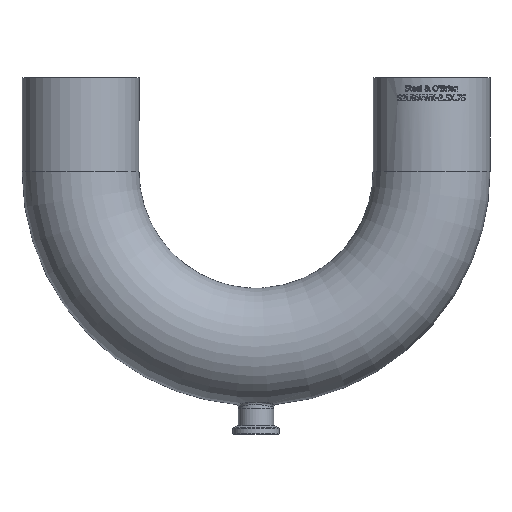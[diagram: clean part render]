
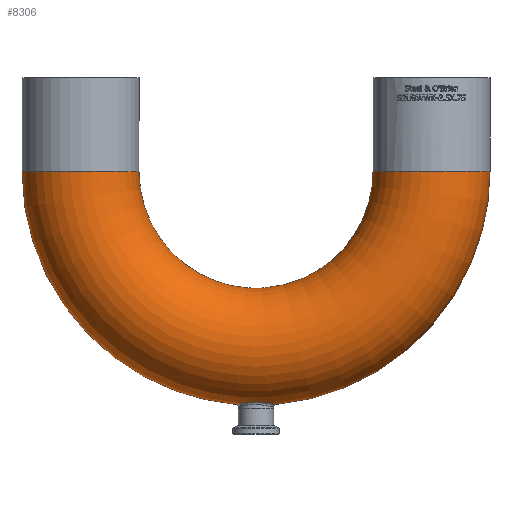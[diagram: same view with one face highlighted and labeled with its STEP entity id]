
A CAD part, top view. The second image highlights one B-rep face of the part: STEP entity #8306.
In plain terms, the highlighted toroidal (fillet/blend) face has major radius 95.25 mm and minor radius 31.75 mm.
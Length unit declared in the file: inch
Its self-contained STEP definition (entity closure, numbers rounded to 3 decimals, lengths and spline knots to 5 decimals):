
#15=TOROIDAL_SURFACE('',#8829,3.75,1.25);
#144=FACE_BOUND('',#1525,.T.);
#145=FACE_BOUND('',#1526,.T.);
#1017=FACE_OUTER_BOUND('',#1524,.T.);
#1524=EDGE_LOOP('',(#7724));
#1525=EDGE_LOOP('',(#7725));
#1526=EDGE_LOOP('',(#7726));
#1737=CIRCLE('',#8809,1.25);
#1741=CIRCLE('',#8819,1.25);
#3251=B_SPLINE_CURVE_WITH_KNOTS('',3,(#18231,#18232,#18233,#18234,#18235,
#18236,#18237,#18238,#18239,#18240,#18241,#18242,#18243,#18244,#18245,#18246,
#18247,#18248,#18249,#18250,#18251,#18252,#18253,#18254),.UNSPECIFIED.,
 .T.,.F.,(4,1,1,1,1,1,1,1,1,1,1,1,1,1,1,1,1,1,1,1,1,4),(-4.51862,
-4.08828,-3.65795,-3.44278,-3.22761,
-3.12003,-2.79728,-2.51039,-2.36694,
-1.93661,-1.64972,-1.36283,-1.07594,
-0.6456,-0.43044,-0.21527,-0.0001,
0.21507,0.32265,0.6454,1.07573,1.50607),
 .UNSPECIFIED.);
#4054=VERTEX_POINT('',#18060);
#4058=VERTEX_POINT('',#18074);
#4061=VERTEX_POINT('',#18204);
#5280=EDGE_CURVE('',#4054,#4054,#1737,.T.);
#5284=EDGE_CURVE('',#4058,#4058,#1741,.T.);
#5289=EDGE_CURVE('',#4061,#4061,#3251,.T.);
#7724=ORIENTED_EDGE('',*,*,#5284,.T.);
#7725=ORIENTED_EDGE('',*,*,#5280,.F.);
#7726=ORIENTED_EDGE('',*,*,#5289,.F.);
#8306=ADVANCED_FACE('',(#1017,#144,#145),#15,.T.);
#8809=AXIS2_PLACEMENT_3D('',#18061,#10364,#10365);
#8819=AXIS2_PLACEMENT_3D('',#18075,#10384,#10385);
#8829=AXIS2_PLACEMENT_3D('',#18258,#10404,#10405);
#10364=DIRECTION('center_axis',(0.,1.,0.));
#10365=DIRECTION('ref_axis',(0.,0.,
-1.));
#10384=DIRECTION('center_axis',(0.,-1.,0.));
#10385=DIRECTION('ref_axis',(0.,0.,
-1.));
#10404=DIRECTION('center_axis',(0.,0.,
1.));
#10405=DIRECTION('ref_axis',(-0.707,-0.707,0.));
#18060=CARTESIAN_POINT('',(5.,5.125,0.));
#18061=CARTESIAN_POINT('Origin',(3.75,5.125,0.));
#18074=CARTESIAN_POINT('',(-5.,5.125,0.));
#18075=CARTESIAN_POINT('Origin',(-3.75,5.125,0.));
#18204=CARTESIAN_POINT('',(0.,0.19649,0.41667));
#18231=CARTESIAN_POINT('Ctrl Pts',(0.,0.19651,
0.41669));
#18232=CARTESIAN_POINT('Ctrl Pts',(-0.06489,0.19651,
0.41669));
#18233=CARTESIAN_POINT('Ctrl Pts',(-0.19469,0.18851,
0.38792));
#18234=CARTESIAN_POINT('Ctrl Pts',(-0.32329,0.16714,
0.28864));
#18235=CARTESIAN_POINT('Ctrl Pts',(-0.3924,0.15286,
0.18275));
#18236=CARTESIAN_POINT('Ctrl Pts',(-0.41935,0.1467,
0.10869));
#18237=CARTESIAN_POINT('Ctrl Pts',(-0.43575,0.14284,
0.01607));
#18238=CARTESIAN_POINT('Ctrl Pts',(-0.42958,0.14435,
-0.08967));
#18239=CARTESIAN_POINT('Ctrl Pts',(-0.38756,0.15396,
-0.19231));
#18240=CARTESIAN_POINT('Ctrl Pts',(-0.31475,0.16859,
-0.29528));
#18241=CARTESIAN_POINT('Ctrl Pts',(-0.21176,0.18558,
-0.3746));
#18242=CARTESIAN_POINT('Ctrl Pts',(-0.06572,0.19689,
-0.41822));
#18243=CARTESIAN_POINT('Ctrl Pts',(0.06572,0.19688,
-0.41821));
#18244=CARTESIAN_POINT('Ctrl Pts',(0.21177,0.18559,
-0.37461));
#18245=CARTESIAN_POINT('Ctrl Pts',(0.32334,0.16717,
-0.28868));
#18246=CARTESIAN_POINT('Ctrl Pts',(0.39238,0.15285,-0.18273));
#18247=CARTESIAN_POINT('Ctrl Pts',(0.42477,0.14546,
-0.0939));
#18248=CARTESIAN_POINT('Ctrl Pts',(0.43577,0.14282,
0.00002));
#18249=CARTESIAN_POINT('Ctrl Pts',(0.42658,0.14503,
0.07822));
#18250=CARTESIAN_POINT('Ctrl Pts',(0.39959,0.15121,
0.16839));
#18251=CARTESIAN_POINT('Ctrl Pts',(0.33617,0.16499,0.27873));
#18252=CARTESIAN_POINT('Ctrl Pts',(0.19467,0.18851,
0.38791));
#18253=CARTESIAN_POINT('Ctrl Pts',(0.06489,0.19651,
0.41669));
#18254=CARTESIAN_POINT('Ctrl Pts',(0.,0.19651,
0.41669));
#18258=CARTESIAN_POINT('Origin',(0.,5.125,0.));
